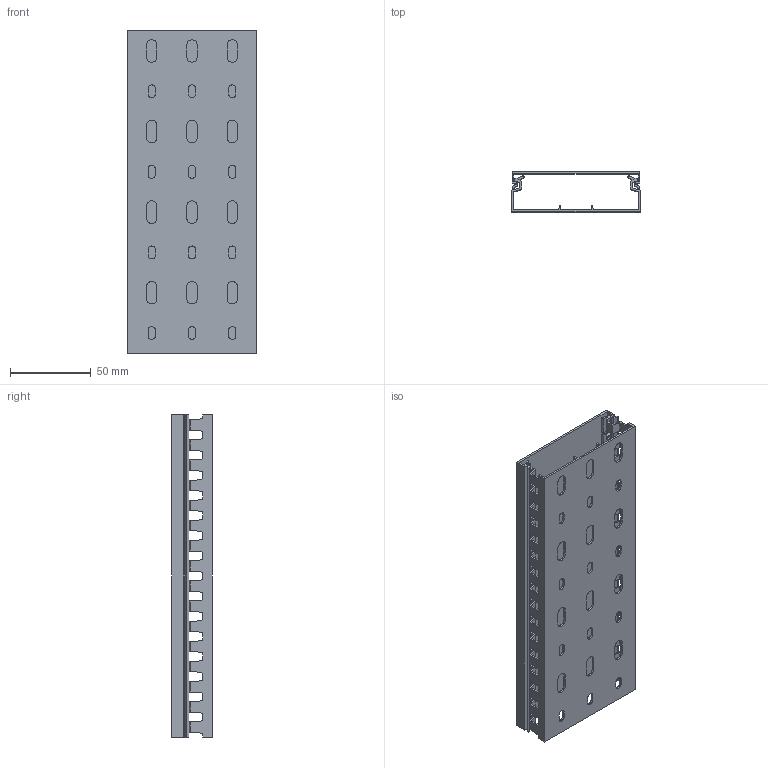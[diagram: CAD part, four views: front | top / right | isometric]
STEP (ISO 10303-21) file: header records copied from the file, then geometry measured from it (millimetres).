
FILE_DESCRIPTION((''),'2;1');
FILE_NAME('HA725080_ASM','2022-04-08T09:02:11',('pfeiferc'),(''),'CREO PARAMETRIC BY PTC INC, 2021184','CREO PARAMETRIC BY PTC INC, 2021184','');
FILE_SCHEMA(('AUTOMOTIVE_DESIGN { 1 0 10303 214 1 1 1 1 }'));
Length unit declared in the file: millimetre
Products named in the file (3): PROXY_20615-M; PROXY_20764-M; HA725080_ASM
Assembly tree (2 placements, depth 2):
  HA725080_ASM
    PROXY_20615-M
    PROXY_20764-M
Bounding box: 80 x 25 x 200 mm (x, y, z)
Volume: 57322.4 mm3; surface area: 93818.2 mm2
Topology: 2 solids, 2 shells, 744 faces, 2248 edges, 1528 vertices
Faces by surface type: plane 626, cylinder 118
Entity records: 27014 total; most frequent: CARTESIAN_POINT 4614, ORIENTED_EDGE 4440, DIRECTION 4187, EDGE_CURVE 2220, VECTOR 2012, LINE 2012, VERTEX_POINT 1480, AXIS2_PLACEMENT_3D 1071
